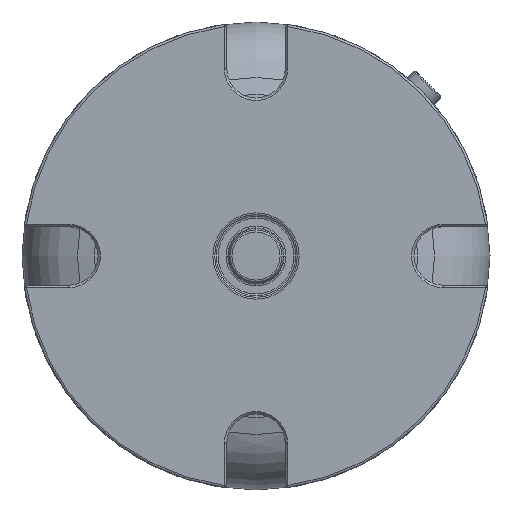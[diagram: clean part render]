
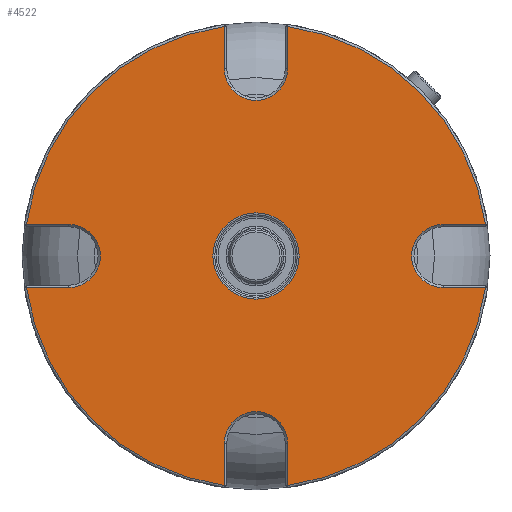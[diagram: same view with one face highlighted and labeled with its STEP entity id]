
A CAD part, front view. The second image highlights one B-rep face of the part: STEP entity #4522.
In plain terms, the highlighted planar face has unit normal (0, -1, 0).
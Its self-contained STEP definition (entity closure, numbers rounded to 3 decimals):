
#141 = AXIS2_PLACEMENT_3D ( 'NONE', #3329, #1368, #4456 ) ;
#266 = CARTESIAN_POINT ( 'NONE',  ( 6.75, 0., 40. ) ) ;
#353 = EDGE_CURVE ( 'NONE', #4741, #3893, #5886, .T. ) ;
#354 = DIRECTION ( 'NONE',  ( 0., -1., 0. ) ) ;
#484 = VECTOR ( 'NONE', #9037, 1000. ) ;
#775 = ORIENTED_EDGE ( 'NONE', *, *, #12610, .T. ) ;
#835 = CIRCLE ( 'NONE', #6775, 6.75 ) ;
#911 = VERTEX_POINT ( 'NONE', #10128 ) ;
#1001 = VERTEX_POINT ( 'NONE', #1080 ) ;
#1080 = CARTESIAN_POINT ( 'NONE',  ( 40., 0., -6.75 ) ) ;
#1083 = VECTOR ( 'NONE', #10795, 1000. ) ;
#1199 = CARTESIAN_POINT ( 'NONE',  ( -49.038, 0., -6.75 ) ) ;
#1204 = EDGE_CURVE ( 'NONE', #12069, #911, #6290, .T. ) ;
#1245 = CARTESIAN_POINT ( 'NONE',  ( 6.75, 0., -40. ) ) ;
#1315 = ORIENTED_EDGE ( 'NONE', *, *, #5338, .T. ) ;
#1368 = DIRECTION ( 'NONE',  ( 0., -1., 0. ) ) ;
#1425 = EDGE_CURVE ( 'NONE', #3414, #12069, #3351, .T. ) ;
#1448 = VERTEX_POINT ( 'NONE', #8388 ) ;
#1464 = CARTESIAN_POINT ( 'NONE',  ( -40., 0., 6.75 ) ) ;
#1578 = CARTESIAN_POINT ( 'NONE',  ( 49.038, 0., -6.75 ) ) ;
#1832 = ORIENTED_EDGE ( 'NONE', *, *, #10613, .T. ) ;
#1873 = CIRCLE ( 'NONE', #3931, 9.214 ) ;
#2093 = EDGE_CURVE ( 'NONE', #10739, #3414, #7767, .T. ) ;
#2123 = CARTESIAN_POINT ( 'NONE',  ( 40., 0., 0. ) ) ;
#2333 = CARTESIAN_POINT ( 'NONE',  ( -40., 0., 6.75 ) ) ;
#2362 = DIRECTION ( 'NONE',  ( 0., 0., -1. ) ) ;
#2389 = CARTESIAN_POINT ( 'NONE',  ( 0., 0., 0. ) ) ;
#2404 = LINE ( 'NONE', #1464, #12381 ) ;
#2435 = CARTESIAN_POINT ( 'NONE',  ( -6.75, 0., -40. ) ) ;
#2470 = EDGE_CURVE ( 'NONE', #1001, #1448, #8805, .T. ) ;
#2589 = ORIENTED_EDGE ( 'NONE', *, *, #10837, .T. ) ;
#2804 = LINE ( 'NONE', #7776, #3734 ) ;
#2966 = AXIS2_PLACEMENT_3D ( 'NONE', #3834, #7055, #6089 ) ;
#3048 = EDGE_CURVE ( 'NONE', #6553, #8097, #835, .T. ) ;
#3177 = LINE ( 'NONE', #7122, #12205 ) ;
#3208 = CARTESIAN_POINT ( 'NONE',  ( 0., 0., 0. ) ) ;
#3329 = CARTESIAN_POINT ( 'NONE',  ( 0., 0., 0. ) ) ;
#3351 = LINE ( 'NONE', #12118, #7568 ) ;
#3414 = VERTEX_POINT ( 'NONE', #6844 ) ;
#3575 = DIRECTION ( 'NONE',  ( 0., 1., 0. ) ) ;
#3579 = LINE ( 'NONE', #5526, #10715 ) ;
#3612 = DIRECTION ( 'NONE',  ( -1., 0., 0. ) ) ;
#3734 = VECTOR ( 'NONE', #6758, 1000. ) ;
#3834 = CARTESIAN_POINT ( 'NONE',  ( 0., 0., -40. ) ) ;
#3893 = VERTEX_POINT ( 'NONE', #1245 ) ;
#3931 = AXIS2_PLACEMENT_3D ( 'NONE', #9863, #6945, #7970 ) ;
#4013 = VERTEX_POINT ( 'NONE', #10321 ) ;
#4073 = CARTESIAN_POINT ( 'NONE',  ( 0., 0., -9.214 ) ) ;
#4115 = EDGE_CURVE ( 'NONE', #8955, #8955, #1873, .T. ) ;
#4262 = DIRECTION ( 'NONE',  ( 0., 0., -1. ) ) ;
#4456 = DIRECTION ( 'NONE',  ( 0., 0., -1. ) ) ;
#4522 = ADVANCED_FACE ( 'NONE', ( #6396, #8452 ), #9641, .T. ) ;
#4704 = AXIS2_PLACEMENT_3D ( 'NONE', #4956, #10048, #11710 ) ;
#4741 = VERTEX_POINT ( 'NONE', #2435 ) ;
#4787 = ORIENTED_EDGE ( 'NONE', *, *, #7969, .T. ) ;
#4919 = CARTESIAN_POINT ( 'NONE',  ( -6.75, 0., -40. ) ) ;
#4956 = CARTESIAN_POINT ( 'NONE',  ( -40., 0., 0. ) ) ;
#5292 = ORIENTED_EDGE ( 'NONE', *, *, #10701, .T. ) ;
#5338 = EDGE_CURVE ( 'NONE', #3893, #7005, #9615, .T. ) ;
#5509 = DIRECTION ( 'NONE',  ( 0., 0., -1. ) ) ;
#5526 = CARTESIAN_POINT ( 'NONE',  ( 49.104, 0., 6.75 ) ) ;
#5697 = VERTEX_POINT ( 'NONE', #9934 ) ;
#5741 = DIRECTION ( 'NONE',  ( 0., -1., 0. ) ) ;
#5886 = CIRCLE ( 'NONE', #2966, 6.75 ) ;
#6050 = CIRCLE ( 'NONE', #11941, 49.5 ) ;
#6089 = DIRECTION ( 'NONE',  ( 0., 0., -1. ) ) ;
#6194 = VERTEX_POINT ( 'NONE', #1578 ) ;
#6260 = ORIENTED_EDGE ( 'NONE', *, *, #353, .T. ) ;
#6290 = CIRCLE ( 'NONE', #8348, 49.5 ) ;
#6396 = FACE_OUTER_BOUND ( 'NONE', #11665, .T. ) ;
#6553 = VERTEX_POINT ( 'NONE', #266 ) ;
#6587 = VERTEX_POINT ( 'NONE', #8866 ) ;
#6633 = VECTOR ( 'NONE', #9960, 1000. ) ;
#6724 = ORIENTED_EDGE ( 'NONE', *, *, #1425, .T. ) ;
#6737 = EDGE_CURVE ( 'NONE', #1448, #6587, #3579, .T. ) ;
#6758 = DIRECTION ( 'NONE',  ( 0., 0., -1. ) ) ;
#6775 = AXIS2_PLACEMENT_3D ( 'NONE', #8476, #3575, #7518 ) ;
#6781 = LINE ( 'NONE', #4919, #6633 ) ;
#6844 = CARTESIAN_POINT ( 'NONE',  ( -40., 0., -6.75 ) ) ;
#6942 = DIRECTION ( 'NONE',  ( 0., 0., -1. ) ) ;
#6945 = DIRECTION ( 'NONE',  ( 0., -1., 0. ) ) ;
#7005 = VERTEX_POINT ( 'NONE', #10409 ) ;
#7055 = DIRECTION ( 'NONE',  ( 0., 1., 0. ) ) ;
#7122 = CARTESIAN_POINT ( 'NONE',  ( -6.75, 0., 49.104 ) ) ;
#7315 = CARTESIAN_POINT ( 'NONE',  ( 0., 0., 0. ) ) ;
#7517 = ORIENTED_EDGE ( 'NONE', *, *, #3048, .T. ) ;
#7518 = DIRECTION ( 'NONE',  ( 0., 0., -1. ) ) ;
#7567 = DIRECTION ( 'NONE',  ( 0., -1., 0. ) ) ;
#7568 = VECTOR ( 'NONE', #3612, 1000. ) ;
#7722 = ORIENTED_EDGE ( 'NONE', *, *, #4115, .F. ) ;
#7767 = CIRCLE ( 'NONE', #4704, 6.75 ) ;
#7776 = CARTESIAN_POINT ( 'NONE',  ( 6.75, 0., 40. ) ) ;
#7969 = EDGE_CURVE ( 'NONE', #6587, #5697, #11754, .T. ) ;
#7970 = DIRECTION ( 'NONE',  ( 0., 0., -1. ) ) ;
#8078 = EDGE_CURVE ( 'NONE', #4013, #8134, #6050, .T. ) ;
#8083 = CARTESIAN_POINT ( 'NONE',  ( 40., 0., -6.75 ) ) ;
#8097 = VERTEX_POINT ( 'NONE', #10376 ) ;
#8109 = DIRECTION ( 'NONE',  ( 0., -1., 0. ) ) ;
#8134 = VERTEX_POINT ( 'NONE', #9188 ) ;
#8262 = AXIS2_PLACEMENT_3D ( 'NONE', #10636, #5741, #10397 ) ;
#8348 = AXIS2_PLACEMENT_3D ( 'NONE', #7315, #7567, #5509 ) ;
#8388 = CARTESIAN_POINT ( 'NONE',  ( 40., 0., 6.75 ) ) ;
#8452 = FACE_BOUND ( 'NONE', #11740, .T. ) ;
#8473 = DIRECTION ( 'NONE',  ( 1., 0., 0. ) ) ;
#8476 = CARTESIAN_POINT ( 'NONE',  ( 0., 0., 40. ) ) ;
#8614 = AXIS2_PLACEMENT_3D ( 'NONE', #2123, #9763, #2362 ) ;
#8615 = ORIENTED_EDGE ( 'NONE', *, *, #6737, .T. ) ;
#8784 = CARTESIAN_POINT ( 'NONE',  ( 6.75, 0., -49.104 ) ) ;
#8805 = CIRCLE ( 'NONE', #8614, 6.75 ) ;
#8831 = EDGE_CURVE ( 'NONE', #911, #4741, #6781, .T. ) ;
#8866 = CARTESIAN_POINT ( 'NONE',  ( 49.038, 0., 6.75 ) ) ;
#8955 = VERTEX_POINT ( 'NONE', #4073 ) ;
#9037 = DIRECTION ( 'NONE',  ( -1., 0., 0. ) ) ;
#9077 = ORIENTED_EDGE ( 'NONE', *, *, #1204, .T. ) ;
#9188 = CARTESIAN_POINT ( 'NONE',  ( -49.038, 0., 6.75 ) ) ;
#9282 = ORIENTED_EDGE ( 'NONE', *, *, #2470, .T. ) ;
#9350 = ORIENTED_EDGE ( 'NONE', *, *, #12540, .T. ) ;
#9615 = LINE ( 'NONE', #8784, #1083 ) ;
#9641 = PLANE ( 'NONE',  #8262 ) ;
#9709 = AXIS2_PLACEMENT_3D ( 'NONE', #3208, #354, #4262 ) ;
#9763 = DIRECTION ( 'NONE',  ( 0., 1., 0. ) ) ;
#9863 = CARTESIAN_POINT ( 'NONE',  ( 0., 0., 0. ) ) ;
#9934 = CARTESIAN_POINT ( 'NONE',  ( 6.75, 0., 49.038 ) ) ;
#9960 = DIRECTION ( 'NONE',  ( 0., 0., 1. ) ) ;
#10048 = DIRECTION ( 'NONE',  ( 0., 1., 0. ) ) ;
#10103 = LINE ( 'NONE', #8083, #484 ) ;
#10128 = CARTESIAN_POINT ( 'NONE',  ( -6.75, 0., -49.038 ) ) ;
#10162 = DIRECTION ( 'NONE',  ( 0., 0., 1. ) ) ;
#10321 = CARTESIAN_POINT ( 'NONE',  ( -6.75, 0., 49.038 ) ) ;
#10370 = DIRECTION ( 'NONE',  ( 1., 0., 0. ) ) ;
#10376 = CARTESIAN_POINT ( 'NONE',  ( -6.75, 0., 40. ) ) ;
#10397 = DIRECTION ( 'NONE',  ( 0., 0., -1. ) ) ;
#10409 = CARTESIAN_POINT ( 'NONE',  ( 6.75, 0., -49.038 ) ) ;
#10613 = EDGE_CURVE ( 'NONE', #5697, #6553, #2804, .T. ) ;
#10636 = CARTESIAN_POINT ( 'NONE',  ( 9.214, 0., 0. ) ) ;
#10701 = EDGE_CURVE ( 'NONE', #6194, #1001, #10103, .T. ) ;
#10715 = VECTOR ( 'NONE', #10370, 1000. ) ;
#10739 = VERTEX_POINT ( 'NONE', #2333 ) ;
#10795 = DIRECTION ( 'NONE',  ( 0., 0., -1. ) ) ;
#10837 = EDGE_CURVE ( 'NONE', #8134, #10739, #2404, .T. ) ;
#11392 = ORIENTED_EDGE ( 'NONE', *, *, #8078, .T. ) ;
#11434 = ORIENTED_EDGE ( 'NONE', *, *, #2093, .T. ) ;
#11665 = EDGE_LOOP ( 'NONE', ( #9282, #8615, #4787, #1832, #7517, #775, #11392, #2589, #11434, #6724, #9077, #12650, #6260, #1315, #9350, #5292 ) ) ;
#11710 = DIRECTION ( 'NONE',  ( 0., 0., -1. ) ) ;
#11740 = EDGE_LOOP ( 'NONE', ( #7722 ) ) ;
#11754 = CIRCLE ( 'NONE', #9709, 49.5 ) ;
#11774 = CIRCLE ( 'NONE', #141, 49.5 ) ;
#11941 = AXIS2_PLACEMENT_3D ( 'NONE', #2389, #8109, #6942 ) ;
#12069 = VERTEX_POINT ( 'NONE', #1199 ) ;
#12118 = CARTESIAN_POINT ( 'NONE',  ( -49.104, 0., -6.75 ) ) ;
#12205 = VECTOR ( 'NONE', #10162, 1000. ) ;
#12381 = VECTOR ( 'NONE', #8473, 1000. ) ;
#12540 = EDGE_CURVE ( 'NONE', #7005, #6194, #11774, .T. ) ;
#12610 = EDGE_CURVE ( 'NONE', #8097, #4013, #3177, .T. ) ;
#12650 = ORIENTED_EDGE ( 'NONE', *, *, #8831, .T. ) ;
